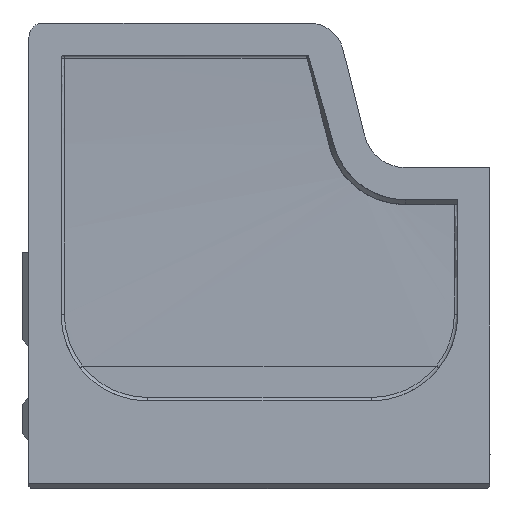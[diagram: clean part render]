
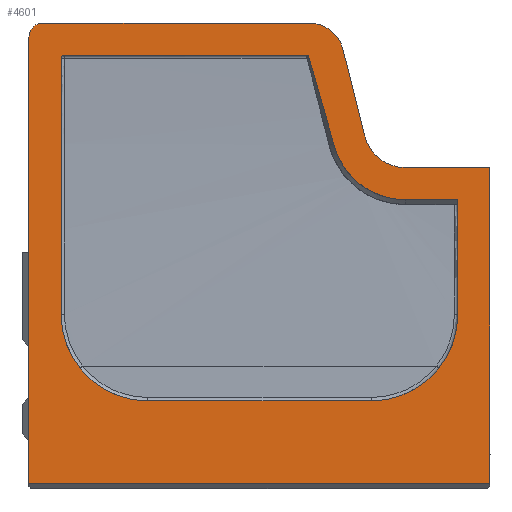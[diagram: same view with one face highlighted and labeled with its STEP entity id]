
A CAD part, front view. The second image highlights one B-rep face of the part: STEP entity #4601.
In plain terms, the highlighted planar face has unit normal (0, -1, 0).
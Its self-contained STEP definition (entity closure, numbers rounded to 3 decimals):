
#48=FACE_BOUND('',#772,.T.);
#127=B_SPLINE_CURVE_WITH_KNOTS('',3,(#8288,#8289,#8290,#8291,#8292,#8293),
 .UNSPECIFIED.,.F.,.F.,(4,2,4),(0.,0.603,1.206),
 .UNSPECIFIED.);
#222=CIRCLE('',#4925,12.4);
#224=CIRCLE('',#4928,12.4);
#236=CIRCLE('',#4954,10.6);
#237=CIRCLE('',#4961,0.4);
#242=CIRCLE('',#4973,6.);
#243=CIRCLE('',#4974,5.);
#244=CIRCLE('',#4975,2.);
#496=FACE_OUTER_BOUND('',#771,.T.);
#771=EDGE_LOOP('',(#3452,#3453,#3454,#3455,#3456,#3457,#3458,#3459,#3460));
#772=EDGE_LOOP('',(#3461,#3462,#3463,#3464,#3465,#3466,#3467,#3468,#3469,
#3470,#3471,#3472,#3473));
#1042=LINE('',#7320,#1484);
#1099=LINE('',#7479,#1541);
#1103=LINE('',#7487,#1545);
#1121=LINE('',#8277,#1563);
#1123=LINE('',#8297,#1565);
#1126=LINE('',#8302,#1568);
#1128=LINE('',#8350,#1570);
#1130=LINE('',#8354,#1572);
#1131=LINE('',#8356,#1573);
#1136=LINE('',#8366,#1578);
#1137=LINE('',#8369,#1579);
#1138=LINE('',#8371,#1580);
#1139=LINE('',#8375,#1581);
#1140=LINE('',#8379,#1582);
#1484=VECTOR('',#5535,10.);
#1541=VECTOR('',#5654,10.);
#1545=VECTOR('',#5660,10.);
#1563=VECTOR('',#5746,1.);
#1565=VECTOR('',#5752,1.);
#1568=VECTOR('',#5757,1.);
#1570=VECTOR('',#5777,1.);
#1572=VECTOR('',#5781,1.);
#1573=VECTOR('',#5784,1.);
#1578=VECTOR('',#5791,10.);
#1579=VECTOR('',#5794,10.);
#1580=VECTOR('',#5795,10.);
#1581=VECTOR('',#5798,1.);
#1582=VECTOR('',#5801,1.);
#1937=VERTEX_POINT('',#7317);
#1938=VERTEX_POINT('',#7319);
#2008=VERTEX_POINT('',#7477);
#2009=VERTEX_POINT('',#7478);
#2012=VERTEX_POINT('',#7486);
#2015=VERTEX_POINT('',#7494);
#2018=VERTEX_POINT('',#7536);
#2019=VERTEX_POINT('',#7537);
#2043=VERTEX_POINT('',#8270);
#2045=VERTEX_POINT('',#8276);
#2046=VERTEX_POINT('',#8287);
#2047=VERTEX_POINT('',#8296);
#2048=VERTEX_POINT('',#8300);
#2049=VERTEX_POINT('',#8304);
#2051=VERTEX_POINT('',#8352);
#2055=VERTEX_POINT('',#8364);
#2056=VERTEX_POINT('',#8368);
#2057=VERTEX_POINT('',#8370);
#2058=VERTEX_POINT('',#8372);
#2059=VERTEX_POINT('',#8374);
#2060=VERTEX_POINT('',#8376);
#2061=VERTEX_POINT('',#8378);
#2420=EDGE_CURVE('',#1938,#1937,#1042,.T.);
#2500=EDGE_CURVE('',#2008,#2009,#1099,.T.);
#2504=EDGE_CURVE('',#2012,#2008,#1103,.T.);
#2508=EDGE_CURVE('',#2012,#2015,#222,.T.);
#2512=EDGE_CURVE('',#2018,#2019,#224,.T.);
#2551=EDGE_CURVE('',#2009,#2043,#236,.T.);
#2554=EDGE_CURVE('',#2043,#2045,#1121,.T.);
#2556=EDGE_CURVE('',#2045,#2046,#127,.T.);
#2558=EDGE_CURVE('',#2047,#2046,#1123,.T.);
#2561=EDGE_CURVE('',#2047,#2048,#1126,.T.);
#2562=EDGE_CURVE('',#2049,#2048,#237,.T.);
#2568=EDGE_CURVE('',#2015,#2019,#1128,.T.);
#2570=EDGE_CURVE('',#2049,#2051,#1130,.T.);
#2571=EDGE_CURVE('',#2018,#2051,#1131,.T.);
#2576=EDGE_CURVE('',#1937,#2055,#1136,.T.);
#2577=EDGE_CURVE('',#2055,#2056,#1137,.T.);
#2578=EDGE_CURVE('',#2057,#2056,#1138,.T.);
#2579=EDGE_CURVE('',#2057,#2058,#242,.T.);
#2580=EDGE_CURVE('',#2058,#2059,#1139,.T.);
#2581=EDGE_CURVE('',#2060,#2059,#243,.T.);
#2582=EDGE_CURVE('',#2060,#2061,#1140,.T.);
#2583=EDGE_CURVE('',#1938,#2061,#244,.T.);
#3452=ORIENTED_EDGE('',*,*,#2420,.T.);
#3453=ORIENTED_EDGE('',*,*,#2576,.T.);
#3454=ORIENTED_EDGE('',*,*,#2577,.T.);
#3455=ORIENTED_EDGE('',*,*,#2578,.F.);
#3456=ORIENTED_EDGE('',*,*,#2579,.T.);
#3457=ORIENTED_EDGE('',*,*,#2580,.T.);
#3458=ORIENTED_EDGE('',*,*,#2581,.F.);
#3459=ORIENTED_EDGE('',*,*,#2582,.T.);
#3460=ORIENTED_EDGE('',*,*,#2583,.F.);
#3461=ORIENTED_EDGE('',*,*,#2512,.F.);
#3462=ORIENTED_EDGE('',*,*,#2571,.T.);
#3463=ORIENTED_EDGE('',*,*,#2570,.F.);
#3464=ORIENTED_EDGE('',*,*,#2562,.T.);
#3465=ORIENTED_EDGE('',*,*,#2561,.F.);
#3466=ORIENTED_EDGE('',*,*,#2558,.T.);
#3467=ORIENTED_EDGE('',*,*,#2556,.F.);
#3468=ORIENTED_EDGE('',*,*,#2554,.F.);
#3469=ORIENTED_EDGE('',*,*,#2551,.F.);
#3470=ORIENTED_EDGE('',*,*,#2500,.F.);
#3471=ORIENTED_EDGE('',*,*,#2504,.F.);
#3472=ORIENTED_EDGE('',*,*,#2508,.T.);
#3473=ORIENTED_EDGE('',*,*,#2568,.T.);
#4402=PLANE('',#4972);
#4601=ADVANCED_FACE('',(#496,#48),#4402,.F.);
#4925=AXIS2_PLACEMENT_3D('',#7495,#5667,#5668);
#4928=AXIS2_PLACEMENT_3D('',#7538,#5674,#5675);
#4954=AXIS2_PLACEMENT_3D('',#8271,#5739,#5740);
#4961=AXIS2_PLACEMENT_3D('',#8305,#5760,#5761);
#4972=AXIS2_PLACEMENT_3D('',#8367,#5792,#5793);
#4973=AXIS2_PLACEMENT_3D('',#8373,#5796,#5797);
#4974=AXIS2_PLACEMENT_3D('',#8377,#5799,#5800);
#4975=AXIS2_PLACEMENT_3D('',#8380,#5802,#5803);
#5535=DIRECTION('',(0.,0.,-1.));
#5654=DIRECTION('',(-1.,0.,0.));
#5660=DIRECTION('',(0.,0.,1.));
#5667=DIRECTION('center_axis',(0.,1.,0.));
#5668=DIRECTION('ref_axis',(-1.,0.,0.));
#5674=DIRECTION('center_axis',(0.,-1.,0.));
#5675=DIRECTION('ref_axis',(-1.,0.,0.));
#5739=DIRECTION('center_axis',(0.,1.,0.));
#5740=DIRECTION('ref_axis',(-1.,0.,0.));
#5746=DIRECTION('',(-0.244,0.,0.97));
#5752=DIRECTION('',(0.28,0.,-0.96));
#5757=DIRECTION('',(-1.,0.,0.));
#5760=DIRECTION('center_axis',(0.,1.,0.));
#5761=DIRECTION('ref_axis',(-1.,0.,0.));
#5777=DIRECTION('',(-1.,0.,0.));
#5781=DIRECTION('',(0.,0.,-1.));
#5784=DIRECTION('',(0.,0.,1.));
#5791=DIRECTION('',(1.,0.,0.));
#5792=DIRECTION('center_axis',(0.,1.,0.));
#5793=DIRECTION('ref_axis',(0.,0.,1.));
#5794=DIRECTION('',(0.,0.,1.));
#5795=DIRECTION('',(1.,0.,0.));
#5796=DIRECTION('center_axis',(0.,1.,0.));
#5797=DIRECTION('ref_axis',(-1.,0.,0.));
#5798=DIRECTION('',(-0.244,0.,0.97));
#5799=DIRECTION('center_axis',(0.,1.,0.));
#5800=DIRECTION('ref_axis',(-1.,0.,0.));
#5801=DIRECTION('',(-1.,0.,0.));
#5802=DIRECTION('center_axis',(0.,1.,0.));
#5803=DIRECTION('ref_axis',(-1.,0.,0.));
#7317=CARTESIAN_POINT('',(122.22,-46.168,654.4));
#7319=CARTESIAN_POINT('',(122.22,-46.168,718.3));
#7320=CARTESIAN_POINT('',(122.22,-46.168,669.346));
#7477=CARTESIAN_POINT('',(183.62,-46.168,695.));
#7478=CARTESIAN_POINT('',(176.107,-46.168,695.));
#7479=CARTESIAN_POINT('',(168.504,-46.168,695.));
#7486=CARTESIAN_POINT('',(183.62,-46.168,678.6));
#7487=CARTESIAN_POINT('',(183.62,-46.168,689.846));
#7494=CARTESIAN_POINT('',(171.22,-46.168,666.2));
#7495=CARTESIAN_POINT('Origin',(171.22,-46.168,678.6));
#7536=CARTESIAN_POINT('',(126.82,-46.168,678.6));
#7537=CARTESIAN_POINT('',(139.22,-46.168,666.2));
#7538=CARTESIAN_POINT('Origin',(139.22,-46.168,678.6));
#8270=CARTESIAN_POINT('',(165.827,-46.168,703.013));
#8271=CARTESIAN_POINT('Origin',(176.107,-46.168,705.6));
#8276=CARTESIAN_POINT('',(165.659,-46.168,703.68));
#8277=CARTESIAN_POINT('',(165.827,-46.168,703.013));
#8287=CARTESIAN_POINT('',(162.342,-46.168,715.27));
#8288=CARTESIAN_POINT('Ctrl Pts',(165.659,-46.168,703.68));
#8289=CARTESIAN_POINT('Ctrl Pts',(165.116,-46.168,705.615));
#8290=CARTESIAN_POINT('Ctrl Pts',(164.568,-46.168,707.548));
#8291=CARTESIAN_POINT('Ctrl Pts',(163.462,-46.168,711.411));
#8292=CARTESIAN_POINT('Ctrl Pts',(162.904,-46.168,713.341));
#8293=CARTESIAN_POINT('Ctrl Pts',(162.342,-46.168,715.27));
#8296=CARTESIAN_POINT('',(162.217,-46.168,715.7));
#8297=CARTESIAN_POINT('',(165.356,-46.168,704.932));
#8300=CARTESIAN_POINT('',(127.22,-46.168,715.7));
#8302=CARTESIAN_POINT('',(162.322,-46.168,715.7));
#8304=CARTESIAN_POINT('',(126.82,-46.168,715.3));
#8305=CARTESIAN_POINT('Origin',(127.22,-46.168,715.3));
#8350=CARTESIAN_POINT('',(171.22,-46.168,666.2));
#8352=CARTESIAN_POINT('',(126.82,-46.168,695.));
#8354=CARTESIAN_POINT('',(126.82,-46.168,715.3));
#8356=CARTESIAN_POINT('',(126.82,-46.168,678.6));
#8364=CARTESIAN_POINT('',(188.22,-46.168,654.4));
#8366=CARTESIAN_POINT('',(137.804,-46.168,654.4));
#8367=CARTESIAN_POINT('Origin',(153.388,-46.168,684.692));
#8368=CARTESIAN_POINT('',(188.22,-46.168,699.6));
#8369=CARTESIAN_POINT('',(188.22,-46.168,685.732));
#8370=CARTESIAN_POINT('',(176.107,-46.168,699.6));
#8371=CARTESIAN_POINT('',(170.804,-46.168,699.6));
#8372=CARTESIAN_POINT('',(170.288,-46.168,704.136));
#8373=CARTESIAN_POINT('Origin',(176.107,-46.168,705.6));
#8374=CARTESIAN_POINT('',(167.171,-46.168,716.52));
#8375=CARTESIAN_POINT('',(170.288,-46.168,704.136));
#8376=CARTESIAN_POINT('',(162.322,-46.168,720.3));
#8377=CARTESIAN_POINT('Origin',(162.323,-46.168,715.3));
#8378=CARTESIAN_POINT('',(124.22,-46.168,720.3));
#8379=CARTESIAN_POINT('',(162.322,-46.168,720.3));
#8380=CARTESIAN_POINT('Origin',(124.22,-46.168,718.3));
